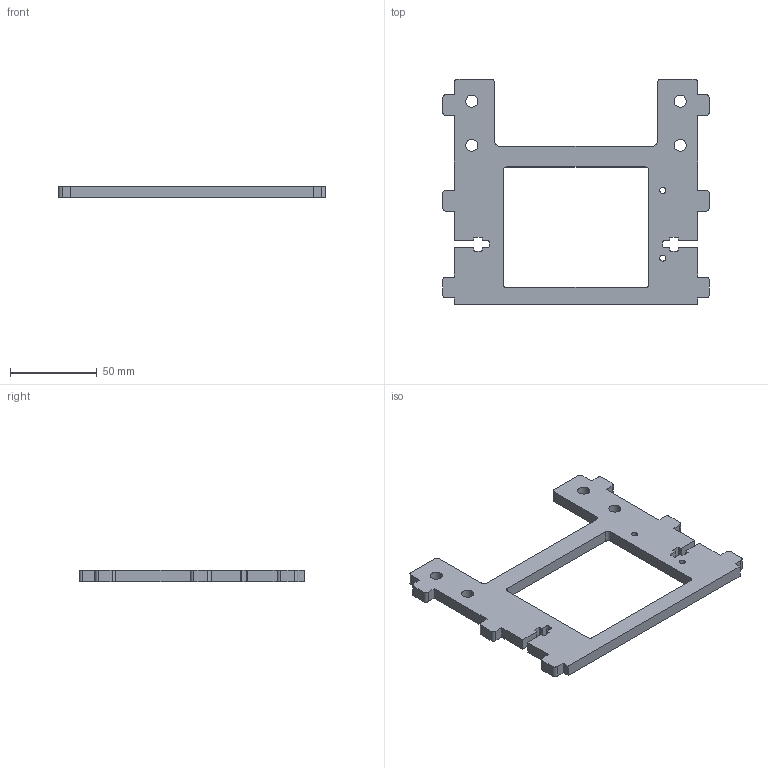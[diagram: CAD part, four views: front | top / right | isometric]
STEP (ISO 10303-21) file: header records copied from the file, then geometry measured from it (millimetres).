
FILE_DESCRIPTION (( 'STEP AP203' ), '1' );
FILE_NAME ('Duet Housing-Rear Plate.STEP', '2016-04-06T09:22:42', ( '' ), ( '' ), 'SwSTEP 2.0', 'SolidWorks 2015', '' );
FILE_SCHEMA (( 'CONFIG_CONTROL_DESIGN' ));
Length unit declared in the file: millimetre
Products named in the file (1): Duet Housing-Rear Plate
Bounding box: 153.6 x 130 x 6.8 mm (x, y, z)
Volume: 60238.7 mm3; surface area: 25809.5 mm2
Topology: 1 solids, 1 shells, 108 faces, 318 edges, 212 vertices
Faces by surface type: plane 62, cylinder 46
Entity records: 3719 total; most frequent: CARTESIAN_POINT 639, ORIENTED_EDGE 636, DIRECTION 628, EDGE_CURVE 318, LINE 226, VECTOR 226, VERTEX_POINT 212, AXIS2_PLACEMENT_3D 201
